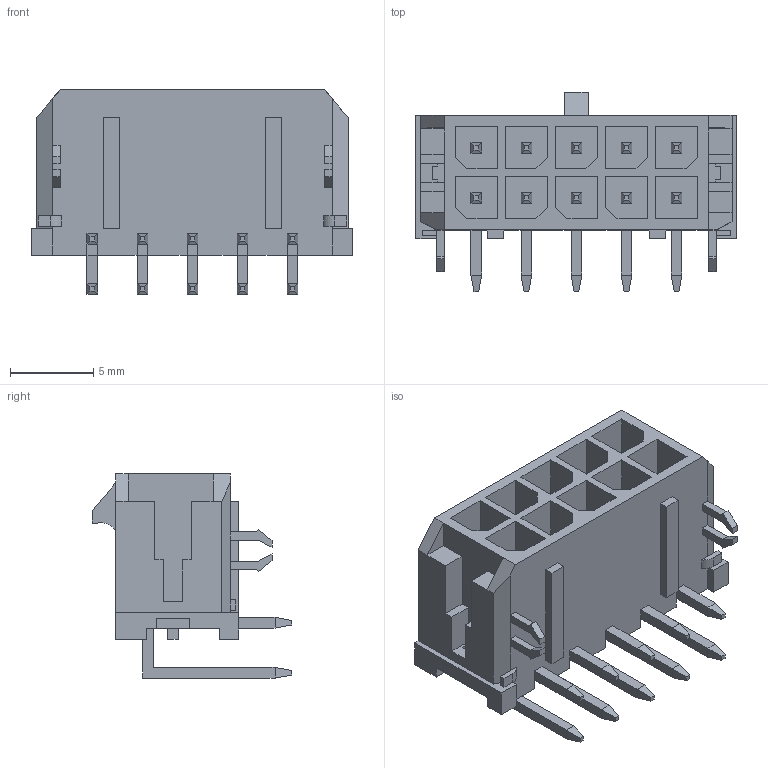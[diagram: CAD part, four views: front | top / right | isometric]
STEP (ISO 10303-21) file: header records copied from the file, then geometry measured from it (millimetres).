
FILE_DESCRIPTION((''),'2;1');
FILE_NAME('430451021','2020-04-16T',('gga'),(''),'PRO/ENGINEER BY PARAMETRIC TECHNOLOGY CORPORATION, 2016010','PRO/ENGINEER BY PARAMETRIC TECHNOLOGY CORPORATION, 2016010','');
FILE_SCHEMA(('CONFIG_CONTROL_DESIGN'));
Length unit declared in the file: millimetre
Products named in the file (1): 430451021
Bounding box: 19.2 x 11.95 x 12.24 mm (x, y, z)
Volume: 783.8 mm3; surface area: 1842.2 mm2
Topology: 1 solids, 1 shells, 482 faces, 1241 edges, 786 vertices
Faces by surface type: plane 479, cylinder 3
Entity records: 14182 total; most frequent: CARTESIAN_POINT 2484, ORIENTED_EDGE 2432, DIRECTION 2237, EDGE_CURVE 1216, VECTOR 1211, LINE 1211, VERTEX_POINT 760, AXIS2_PLACEMENT_3D 513
